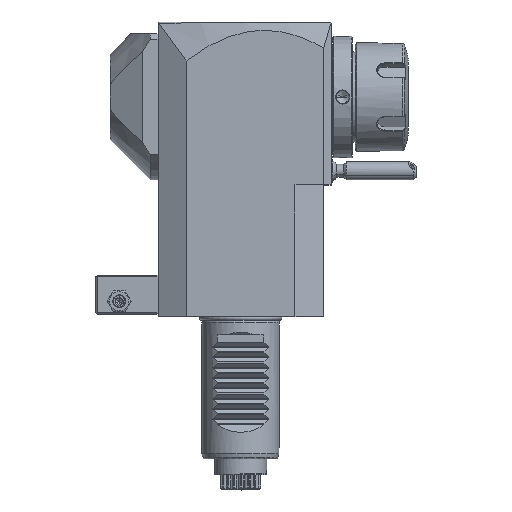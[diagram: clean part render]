
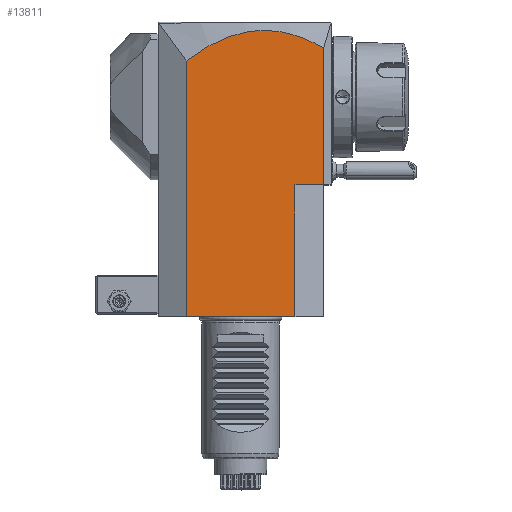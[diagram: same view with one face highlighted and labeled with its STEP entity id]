
A CAD part, top view. The second image highlights one B-rep face of the part: STEP entity #13811.
In plain terms, the highlighted planar face has unit normal (0, 0, 1).
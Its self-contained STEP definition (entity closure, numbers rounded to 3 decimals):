
#29=DIRECTION('',(-1.,0.,0.));
#30=VECTOR('',#29,42.);
#31=CARTESIAN_POINT('',(21.,0.,32.));
#32=LINE('',#31,#30);
#285=DIRECTION('',(0.,1.,0.));
#286=VECTOR('',#285,51.);
#287=CARTESIAN_POINT('',(21.,0.,32.));
#288=LINE('',#287,#286);
#297=DIRECTION('',(1.,0.,0.));
#298=VECTOR('',#297,11.);
#299=CARTESIAN_POINT('',(21.,51.,32.));
#300=LINE('',#299,#298);
#690=CARTESIAN_POINT('',(-21.,98.907,32.));
#691=CARTESIAN_POINT('',(-16.774,102.25,32.));
#692=CARTESIAN_POINT('',(-8.233,107.551,32.));
#693=CARTESIAN_POINT('',(2.677,110.613,32.));
#694=CARTESIAN_POINT('',(11.551,110.816,32.));
#695=CARTESIAN_POINT('',(18.282,109.806,32.));
#696=CARTESIAN_POINT('',(25.093,107.588,32.));
#697=CARTESIAN_POINT('',(29.688,105.266,32.));
#698=CARTESIAN_POINT('',(32.,103.883,32.));
#700=DIRECTION('',(0.,-1.,0.));
#701=VECTOR('',#700,52.883);
#702=CARTESIAN_POINT('',(32.,103.883,32.));
#703=LINE('',#702,#701);
#704=DIRECTION('',(0.,-1.,0.));
#705=VECTOR('',#704,98.907);
#706=CARTESIAN_POINT('',(-21.,98.907,32.));
#707=LINE('',#706,#705);
#12285=VERTEX_POINT('',#690);
#12286=VERTEX_POINT('',#698);
#12287=CARTESIAN_POINT('',(32.,51.,32.));
#12288=VERTEX_POINT('',#12287);
#12350=CARTESIAN_POINT('',(21.,51.,32.));
#12351=VERTEX_POINT('',#12350);
#12729=CARTESIAN_POINT('',(-21.,0.,32.));
#12731=VERTEX_POINT('',#12729);
#12761=CARTESIAN_POINT('',(21.,0.,32.));
#12763=VERTEX_POINT('',#12761);
#13797=CARTESIAN_POINT('',(-35.103,51.,32.));
#13798=DIRECTION('',(0.,0.,1.));
#13799=DIRECTION('',(1.,0.,0.));
#13800=AXIS2_PLACEMENT_3D('',#13797,#13798,#13799);
#13801=PLANE('',#13800);
#13802=ORIENTED_EDGE('',*,*,#13153,.F.);
#13803=ORIENTED_EDGE('',*,*,#13120,.T.);
#13805=ORIENTED_EDGE('',*,*,#13804,.F.);
#13806=ORIENTED_EDGE('',*,*,#13788,.T.);
#13807=ORIENTED_EDGE('',*,*,#13189,.T.);
#13808=ORIENTED_EDGE('',*,*,#13176,.F.);
#13809=EDGE_LOOP('',(#13802,#13803,#13805,#13806,#13807,#13808));
#13810=FACE_OUTER_BOUND('',#13809,.F.);
#699=B_SPLINE_CURVE_WITH_KNOTS('',3,(#690,#691,#692,#693,#694,#695,#696,#697,
#698),.UNSPECIFIED.,.F.,.F.,(4,1,1,1,1,1,4),(0.,0.25,0.5,0.625,0.75,
0.875,1.),.UNSPECIFIED.);
#13120=EDGE_CURVE('',#12763,#12731,#32,.T.);
#13153=EDGE_CURVE('',#12763,#12351,#288,.T.);
#13176=EDGE_CURVE('',#12351,#12288,#300,.T.);
#13189=EDGE_CURVE('',#12286,#12288,#703,.T.);
#13788=EDGE_CURVE('',#12285,#12286,#699,.T.);
#13804=EDGE_CURVE('',#12285,#12731,#707,.T.);
#13811=ADVANCED_FACE('',(#13810),#13801,.T.);
